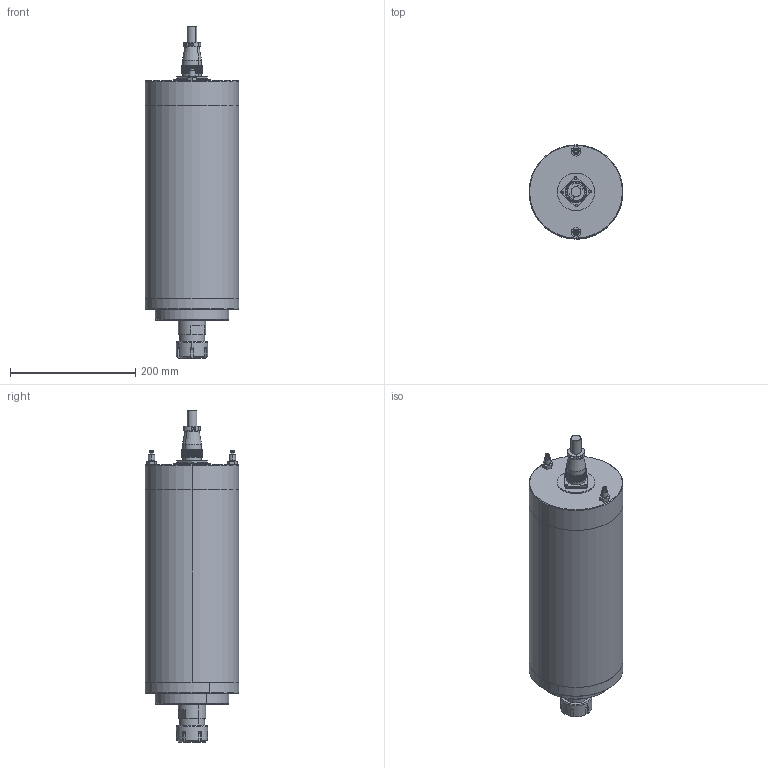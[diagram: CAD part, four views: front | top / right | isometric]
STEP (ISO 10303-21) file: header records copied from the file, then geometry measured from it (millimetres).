
FILE_DESCRIPTION (( 'STEP AP214' ), '1' );
FILE_NAME ('GDK150-12Z-11-4P.STEP', '2024-07-30T01:16:33', ( '00' ), ( '' ), 'SwSTEP 2.0', 'SolidWorks 2018', '' );
FILE_SCHEMA (( 'AUTOMOTIVE_DESIGN' ));
Length unit declared in the file: millimetre
Products named in the file (13): GDK150-12Z-11(11B)儂褲; ER32-12 粟俶芠標; GDK150-12Z-11(11B)粣創釱; WS28瑤脣; WS28瑤脣芛; GDK150-12Z-11(11B)ヶ蹟譫; GDK150-12Z-11(11B)堤盄釱; GDK150-12Z-11-4P; 阨郲30.5ㄗM10ㄘ_2; GDK150-12Z-11(11B)粣芛19; GDK150-12Z-11(11B)滅鳥欶; WS28瑤脣釱; ER32樓綠蹟簽
Assembly tree (13 placements, depth 3):
  GDK150-12Z-11-4P
    GDK150-12Z-11(11B)儂褲
    GDK150-12Z-11(11B)堤盄釱
    GDK150-12Z-11(11B)粣創釱
    GDK150-12Z-11(11B)ヶ蹟譫
    GDK150-12Z-11(11B)粣芛19
    GDK150-12Z-11(11B)滅鳥欶
    ER32-12 粟俶芠標
    ER32樓綠蹟簽
    阨郲30.5ㄗM10ㄘ_2  x2
    WS28瑤脣
      WS28瑤脣釱
      WS28瑤脣芛
Bounding box: 150 x 150 x 530 mm (x, y, z)
Volume: 6504235.5 mm3; surface area: 373832.5 mm2
Topology: 15 solids, 15 shells, 5047 faces, 14755 edges, 9733 vertices
Faces by surface type: cylinder 2394, plane 2387, cone 179, sphere 78, bspline 9
Entity records: 174156 total; most frequent: CARTESIAN_POINT 43865, ORIENTED_EDGE 28870, DIRECTION 24965, EDGE_CURVE 14435, AXIS2_PLACEMENT_3D 10023, VERTEX_POINT 9539, EDGE_LOOP 5050, CIRCLE 5046
